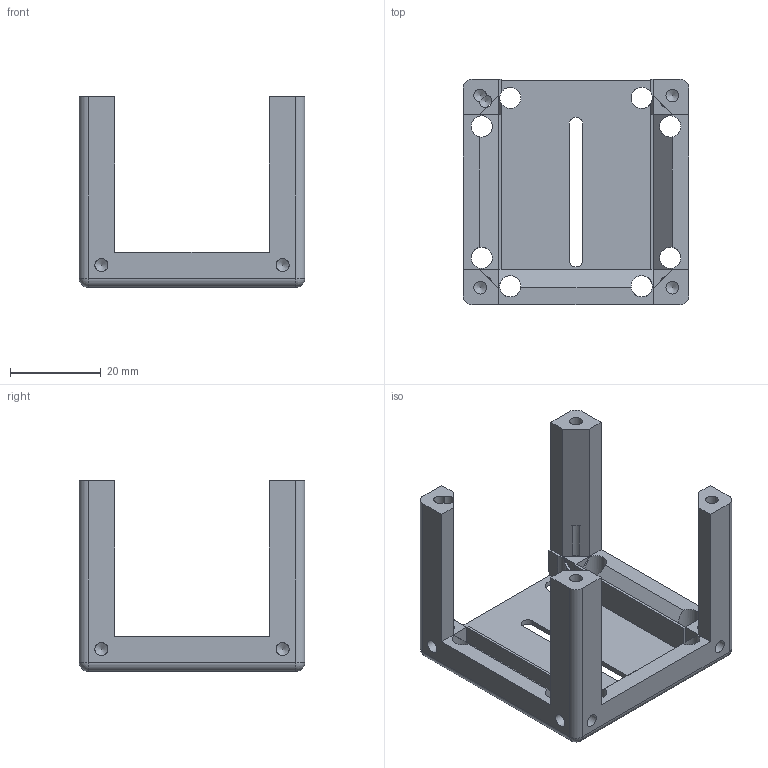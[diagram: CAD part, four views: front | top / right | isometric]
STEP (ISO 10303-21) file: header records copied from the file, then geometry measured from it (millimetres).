
FILE_DESCRIPTION(/* description */ (''),/* implementation_level */ '2;1');
FILE_NAME(/* name */ '20_Cube_Insert_Laser_Decentered_Galvo.ipt.step',/* time_stamp */ '2022-11-29T08:02:33+01:00',/* author */ ('diederichbenedict'),/* organization */ (''),/* preprocessor_version */ 'ST-DEVELOPER v18.1',/* originating_system */ 'Autodesk Inventor 2022',/* authorisation */ '');
FILE_SCHEMA (('AUTOMOTIVE_DESIGN { 1 0 10303 214 3 1 1 }'));
Length unit declared in the file: millimetre
Products named in the file (1): 10_Cube_1x1_v2
Bounding box: 49.8 x 49.8 x 42.1 mm (x, y, z)
Volume: 13984.4 mm3; surface area: 12492.4 mm2
Topology: 1 solids, 1 shells, 129 faces, 452 edges, 283 vertices
Faces by surface type: plane 56, cylinder 52, cone 17, sphere 4
Full cylindrical faces by diameter (mm): 2.8 x11, 2.9 x16, 4.7 x8, 5.5 x4
Entity records: 5348 total; most frequent: CARTESIAN_POINT 1399, ORIENTED_EDGE 870, DIRECTION 779, EDGE_CURVE 435, VERTEX_POINT 283, AXIS2_PLACEMENT_3D 272, LINE 235, VECTOR 235
